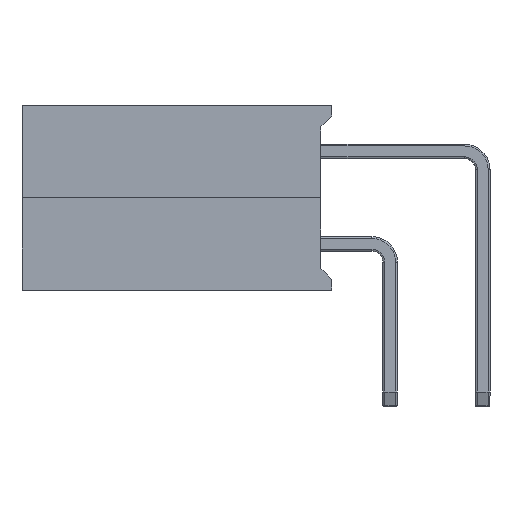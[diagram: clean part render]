
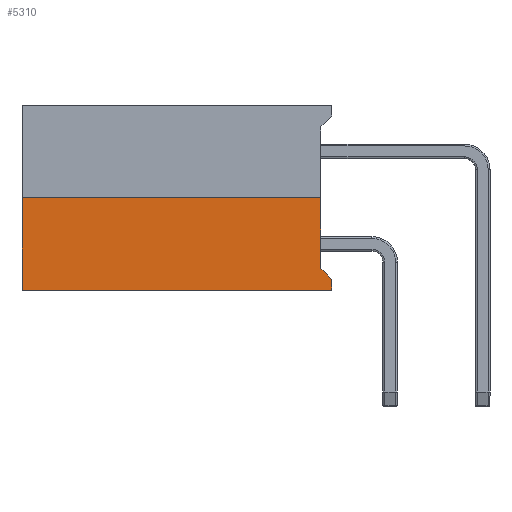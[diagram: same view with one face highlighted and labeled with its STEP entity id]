
A CAD part, left-side view. The second image highlights one B-rep face of the part: STEP entity #5310.
In plain terms, the highlighted planar face has unit normal (-1, 0, 0).
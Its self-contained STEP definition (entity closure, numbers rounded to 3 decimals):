
#275=PLANE('',#5889);
#526=FACE_OUTER_BOUND('',#853,.T.);
#853=EDGE_LOOP('',(#4031,#4032,#4033,#4034,#4035,#4036));
#1215=LINE('',#8877,#1599);
#1219=LINE('',#8884,#1603);
#1230=LINE('',#8908,#1614);
#1233=LINE('',#8914,#1617);
#1234=LINE('',#8916,#1618);
#1235=LINE('',#8917,#1619);
#1599=VECTOR('',#7134,10.);
#1603=VECTOR('',#7140,10.);
#1614=VECTOR('',#7163,10.);
#1617=VECTOR('',#7168,10.);
#1618=VECTOR('',#7169,10.);
#1619=VECTOR('',#7170,10.);
#2303=VERTEX_POINT('',#8874);
#2304=VERTEX_POINT('',#8876);
#2306=VERTEX_POINT('',#8882);
#2313=VERTEX_POINT('',#8907);
#2315=VERTEX_POINT('',#8913);
#2316=VERTEX_POINT('',#8915);
#2887=EDGE_CURVE('',#2303,#2304,#1215,.T.);
#2891=EDGE_CURVE('',#2303,#2306,#1219,.T.);
#2904=EDGE_CURVE('',#2313,#2304,#1230,.T.);
#2907=EDGE_CURVE('',#2306,#2315,#1233,.T.);
#2908=EDGE_CURVE('',#2316,#2315,#1234,.T.);
#2909=EDGE_CURVE('',#2313,#2316,#1235,.T.);
#4031=ORIENTED_EDGE('',*,*,#2891,.T.);
#4032=ORIENTED_EDGE('',*,*,#2907,.T.);
#4033=ORIENTED_EDGE('',*,*,#2908,.F.);
#4034=ORIENTED_EDGE('',*,*,#2909,.F.);
#4035=ORIENTED_EDGE('',*,*,#2904,.T.);
#4036=ORIENTED_EDGE('',*,*,#2887,.F.);
#5310=ADVANCED_FACE('',(#526),#275,.T.);
#5889=AXIS2_PLACEMENT_3D('',#8912,#7166,#7167);
#7134=DIRECTION('',(0.,-0.707,-0.707));
#7140=DIRECTION('',(0.,0.,1.));
#7163=DIRECTION('',(0.,0.,1.));
#7166=DIRECTION('center_axis',(-1.,0.,0.));
#7167=DIRECTION('ref_axis',(0.,0.,
1.));
#7168=DIRECTION('',(0.,1.,0.));
#7169=DIRECTION('',(0.,0.,1.));
#7170=DIRECTION('',(0.,1.,0.));
#8874=CARTESIAN_POINT('',(-1.27,1.9,0.6));
#8876=CARTESIAN_POINT('',(-1.27,1.6,0.3));
#8877=CARTESIAN_POINT('',(-1.27,1.6,0.3));
#8882=CARTESIAN_POINT('',(-1.27,1.9,2.54));
#8884=CARTESIAN_POINT('',(-1.27,1.9,0.635));
#8907=CARTESIAN_POINT('',(-1.27,1.6,0.));
#8908=CARTESIAN_POINT('',(-1.27,1.6,0.));
#8912=CARTESIAN_POINT('Origin',(-1.27,1.6,0.));
#8913=CARTESIAN_POINT('',(-1.27,10.1,2.54));
#8914=CARTESIAN_POINT('',(-1.27,1.6,2.54));
#8915=CARTESIAN_POINT('',(-1.27,10.1,0.));
#8916=CARTESIAN_POINT('',(-1.27,10.1,0.));
#8917=CARTESIAN_POINT('',(-1.27,1.6,0.));
